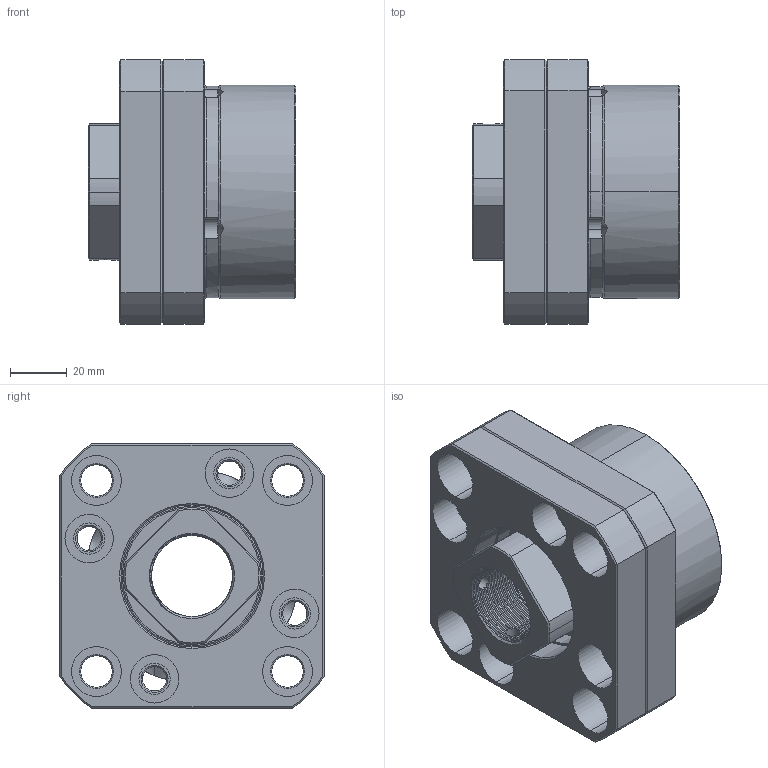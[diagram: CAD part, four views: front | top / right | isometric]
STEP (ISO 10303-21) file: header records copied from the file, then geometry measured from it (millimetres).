
FILE_DESCRIPTION (( 'STEP AP203' ), '1' );
FILE_NAME ('FK30²Õ¦X¥ó.STEP', '2010-08-13T07:16:12', ( '' ), ( '' ), 'SwSTEP 2.0', 'SolidWorks 2008', '' );
FILE_SCHEMA (( 'CONFIG_CONTROL_DESIGN' ));
Length unit declared in the file: millimetre
Products named in the file (1): FK30組合件
Bounding box: 73 x 93 x 93 mm (x, y, z)
Volume: 277933.3 mm3; surface area: 115037.5 mm2
Topology: 37 solids, 37 shells, 479 faces, 1174 edges, 723 vertices
Faces by surface type: cylinder 151, torus 95, cone 93, plane 70, sphere 52, bspline 18
Entity records: 23059 total; most frequent: CARTESIAN_POINT 12499, DIRECTION 2323, ORIENTED_EDGE 2088, EDGE_CURVE 1044, AXIS2_PLACEMENT_3D 1030, VERTEX_POINT 645, CIRCLE 568, EDGE_LOOP 543
